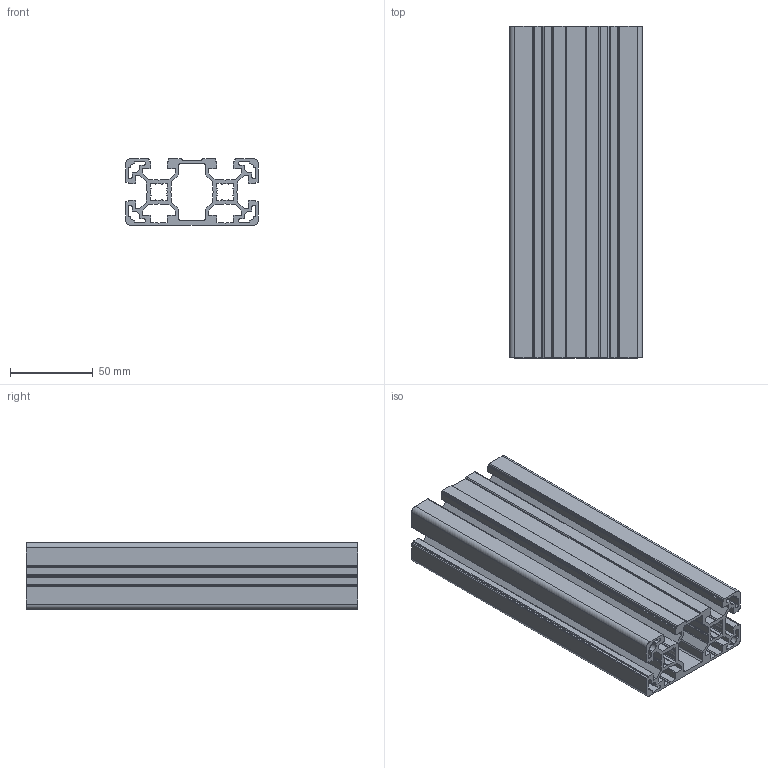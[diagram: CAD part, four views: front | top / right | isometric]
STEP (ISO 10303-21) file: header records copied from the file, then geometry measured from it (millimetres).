
FILE_DESCRIPTION(/* description */ ('Aluminiumprofil 40x80L 4N'),/* implementation_level */ '2;1');
FILE_NAME(/* name */ '411993424 Aluminiumprofil 40x80L 4N.stp',/* time_stamp */ '2019-07-02T12:06:18+02:00',/* author */ ('wheldmann'),/* organization */ (''),/* preprocessor_version */ 'ST-DEVELOPER v17.2',/* originating_system */ 'Autodesk Inventor 2019',/* authorisation */ ' ');
FILE_SCHEMA (('AUTOMOTIVE_DESIGN { 1 0 10303 214 3 1 1 }'));
Length unit declared in the file: millimetre
Products named in the file (1): 411993424
Bounding box: 80 x 200 x 40 mm (x, y, z)
Volume: 208795.1 mm3; surface area: 172414.1 mm2
Topology: 1 solids, 1 shells, 356 faces, 1062 edges, 708 vertices
Faces by surface type: plane 192, cylinder 164
Entity records: 12111 total; most frequent: CARTESIAN_POINT 2127, ORIENTED_EDGE 2124, DIRECTION 2104, EDGE_CURVE 1062, LINE 734, VECTOR 734, VERTEX_POINT 708, AXIS2_PLACEMENT_3D 685
